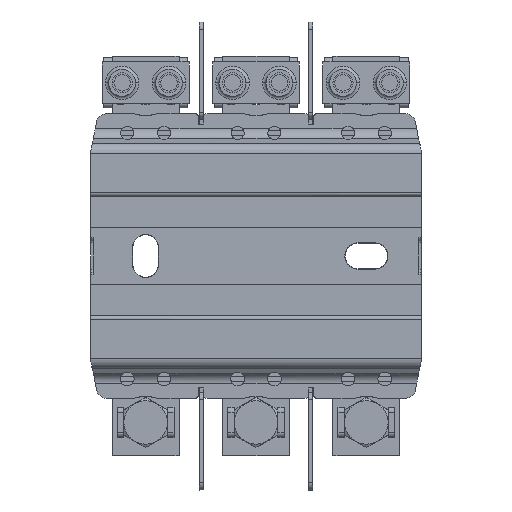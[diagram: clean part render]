
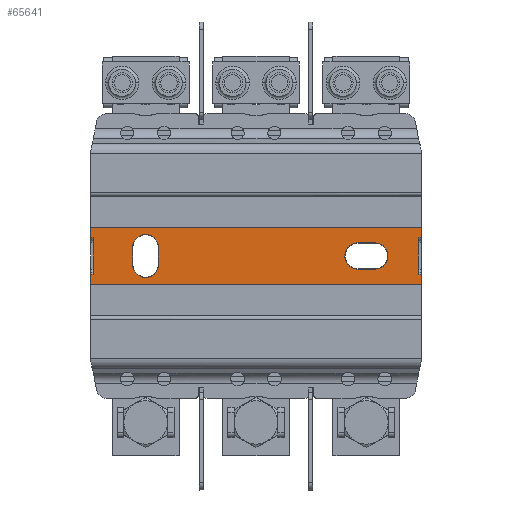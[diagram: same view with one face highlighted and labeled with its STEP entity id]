
A CAD part, front view. The second image highlights one B-rep face of the part: STEP entity #65641.
In plain terms, the highlighted face is planar.
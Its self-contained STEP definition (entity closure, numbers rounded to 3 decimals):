
#25036=DIRECTION('',(0.,0.,1.));
#25037=VECTOR('',#25036,3.04);
#25038=CARTESIAN_POINT('',(1.9,-49.497,-8.536));
#25039=LINE('',#25038,#25037);
#25063=CARTESIAN_POINT('',(1.9,-49.497,5.496));
#25068=DIRECTION('',(0.,0.,1.));
#25069=VECTOR('',#25068,3.031);
#25070=CARTESIAN_POINT('',(1.9,-49.497,5.496));
#25071=LINE('',#25070,#25069);
#33174=CARTESIAN_POINT('',(1.9,49.497,-5.496));
#33289=DIRECTION('',(0.,1.,0.));
#33290=VECTOR('',#33289,98.993);
#33291=CARTESIAN_POINT('',(1.9,-49.497,8.527));
#33292=LINE('',#33291,#33290);
#33310=DIRECTION('',(0.,1.,0.));
#33311=VECTOR('',#33310,98.993);
#33312=CARTESIAN_POINT('',(1.9,-49.497,-8.536));
#33313=LINE('',#33312,#33311);
#33317=DIRECTION('',(0.,0.,1.));
#33318=VECTOR('',#33317,3.04);
#33319=CARTESIAN_POINT('',(1.9,49.497,-8.536));
#33320=LINE('',#33319,#33318);
#33324=DIRECTION('',(0.,0.,1.));
#33325=VECTOR('',#33324,3.031);
#33326=CARTESIAN_POINT('',(1.9,49.497,5.496));
#33327=LINE('',#33326,#33325);
#33331=CARTESIAN_POINT('',(1.9,33.,2.5));
#33332=DIRECTION('',(-1.,0.,0.));
#33333=DIRECTION('',(0.,-1.,0.));
#33334=AXIS2_PLACEMENT_3D('',#33331,#33332,#33333);
#33339=CARTESIAN_POINT('',(1.9,33.,-2.5));
#33340=DIRECTION('',(-1.,0.,0.));
#33341=DIRECTION('',(0.,1.,0.));
#33342=AXIS2_PLACEMENT_3D('',#33339,#33340,#33341);
#33347=CARTESIAN_POINT('',(1.9,-35.5,0.));
#33348=DIRECTION('',(-1.,0.,0.));
#33349=DIRECTION('',(0.,0.,-1.));
#33350=AXIS2_PLACEMENT_3D('',#33347,#33348,#33349);
#33355=CARTESIAN_POINT('',(1.9,-30.5,0.));
#33356=DIRECTION('',(-1.,0.,0.));
#33357=DIRECTION('',(0.,0.,1.));
#33358=AXIS2_PLACEMENT_3D('',#33355,#33356,#33357);
#33532=DIRECTION('',(0.,1.,0.));
#33533=VECTOR('',#33532,0.811);
#33534=CARTESIAN_POINT('',(1.9,48.686,-5.496));
#33535=LINE('',#33534,#33533);
#33592=DIRECTION('',(0.,0.,-1.));
#33593=VECTOR('',#33592,10.991);
#33594=CARTESIAN_POINT('',(1.9,48.686,5.496));
#33595=LINE('',#33594,#33593);
#33673=DIRECTION('',(0.,-1.,0.));
#33674=VECTOR('',#33673,0.811);
#33675=CARTESIAN_POINT('',(1.9,49.497,5.496));
#33676=LINE('',#33675,#33674);
#33680=DIRECTION('',(0.,-1.,0.));
#33681=VECTOR('',#33680,0.811);
#33682=CARTESIAN_POINT('',(1.9,-48.686,5.496));
#33683=LINE('',#33682,#33681);
#33747=DIRECTION('',(0.,0.,1.));
#33748=VECTOR('',#33747,10.991);
#33749=CARTESIAN_POINT('',(1.9,-48.686,-5.496));
#33750=LINE('',#33749,#33748);
#33821=DIRECTION('',(0.,1.,0.));
#33822=VECTOR('',#33821,0.811);
#33823=CARTESIAN_POINT('',(1.9,-49.497,-5.496));
#33824=LINE('',#33823,#33822);
#33850=DIRECTION('',(0.,0.,-1.));
#33851=VECTOR('',#33850,5.);
#33852=CARTESIAN_POINT('',(1.9,29.063,2.5));
#33853=LINE('',#33852,#33851);
#33886=DIRECTION('',(0.,0.,1.));
#33887=VECTOR('',#33886,5.);
#33888=CARTESIAN_POINT('',(1.9,36.937,
-2.5));
#33889=LINE('',#33888,#33887);
#34296=DIRECTION('',(0.,1.,0.));
#34297=VECTOR('',#34296,5.);
#34298=CARTESIAN_POINT('',(1.9,-35.5,
-3.937));
#34299=LINE('',#34298,#34297);
#34720=DIRECTION('',(0.,-1.,0.));
#34721=VECTOR('',#34720,5.);
#34722=CARTESIAN_POINT('',(1.9,-30.5,
3.937));
#34723=LINE('',#34722,#34721);
#46421=CARTESIAN_POINT('',(1.9,-49.497,-8.536));
#46422=VERTEX_POINT('',#46421);
#46423=CARTESIAN_POINT('',(1.9,-49.497,-5.496));
#46424=VERTEX_POINT('',#46423);
#46434=VERTEX_POINT('',#25063);
#46435=CARTESIAN_POINT('',(1.9,-49.497,8.527));
#46436=VERTEX_POINT('',#46435);
#47613=CARTESIAN_POINT('',(1.9,49.497,8.527));
#47614=VERTEX_POINT('',#47613);
#47615=CARTESIAN_POINT('',(1.9,49.497,5.496));
#47616=VERTEX_POINT('',#47615);
#47626=VERTEX_POINT('',#33174);
#47627=CARTESIAN_POINT('',(1.9,49.497,-8.536));
#47628=VERTEX_POINT('',#47627);
#47652=CARTESIAN_POINT('',(1.9,48.686,-5.496));
#47653=VERTEX_POINT('',#47652);
#47654=CARTESIAN_POINT('',(1.9,48.686,5.496));
#47655=VERTEX_POINT('',#47654);
#47656=CARTESIAN_POINT('',(1.9,-48.686,5.496));
#47657=VERTEX_POINT('',#47656);
#47658=CARTESIAN_POINT('',(1.9,-48.686,-5.496));
#47659=VERTEX_POINT('',#47658);
#47660=CARTESIAN_POINT('',(1.9,29.063,2.5));
#47661=CARTESIAN_POINT('',(1.9,36.937,2.5));
#47662=VERTEX_POINT('',#47660);
#47663=VERTEX_POINT('',#47661);
#47664=CARTESIAN_POINT('',(1.9,36.937,
-2.5));
#47665=VERTEX_POINT('',#47664);
#47666=CARTESIAN_POINT('',(1.9,29.063,-2.5));
#47667=VERTEX_POINT('',#47666);
#47668=CARTESIAN_POINT('',(1.9,-35.5,
-3.937));
#47669=CARTESIAN_POINT('',(1.9,-30.5,
-3.937));
#47670=VERTEX_POINT('',#47668);
#47671=VERTEX_POINT('',#47669);
#47672=CARTESIAN_POINT('',(1.9,-35.5,3.937));
#47673=VERTEX_POINT('',#47672);
#47674=CARTESIAN_POINT('',(1.9,-30.5,
3.937));
#47675=VERTEX_POINT('',#47674);
#65595=CARTESIAN_POINT('',(1.9,0.,7.15));
#65596=DIRECTION('',(-1.,0.,0.));
#65597=DIRECTION('',(0.,0.,1.));
#65598=AXIS2_PLACEMENT_3D('',#65595,#65596,#65597);
#65599=PLANE('',#65598);
#65601=ORIENTED_EDGE('',*,*,#65600,.T.);
#65602=ORIENTED_EDGE('',*,*,#65493,.T.);
#65604=ORIENTED_EDGE('',*,*,#65603,.F.);
#65606=ORIENTED_EDGE('',*,*,#65605,.F.);
#65608=ORIENTED_EDGE('',*,*,#65607,.F.);
#65609=ORIENTED_EDGE('',*,*,#65477,.T.);
#65610=ORIENTED_EDGE('',*,*,#65581,.F.);
#65611=ORIENTED_EDGE('',*,*,#52774,.F.);
#65613=ORIENTED_EDGE('',*,*,#65612,.F.);
#65615=ORIENTED_EDGE('',*,*,#65614,.F.);
#65617=ORIENTED_EDGE('',*,*,#65616,.F.);
#65618=ORIENTED_EDGE('',*,*,#52758,.F.);
#65619=EDGE_LOOP('',(#65601,#65602,#65604,#65606,#65608,#65609,#65610,#65611,
#65613,#65615,#65617,#65618));
#65620=FACE_OUTER_BOUND('',#65619,.F.);
#65622=ORIENTED_EDGE('',*,*,#65621,.T.);
#65624=ORIENTED_EDGE('',*,*,#65623,.F.);
#65626=ORIENTED_EDGE('',*,*,#65625,.T.);
#65628=ORIENTED_EDGE('',*,*,#65627,.F.);
#65629=EDGE_LOOP('',(#65622,#65624,#65626,#65628));
#65630=FACE_BOUND('',#65629,.F.);
#65632=ORIENTED_EDGE('',*,*,#65631,.F.);
#65634=ORIENTED_EDGE('',*,*,#65633,.T.);
#65636=ORIENTED_EDGE('',*,*,#65635,.F.);
#65638=ORIENTED_EDGE('',*,*,#65637,.T.);
#65639=EDGE_LOOP('',(#65632,#65634,#65636,#65638));
#65640=FACE_BOUND('',#65639,.F.);
#33335=CIRCLE('',#33334,3.937);
#33343=CIRCLE('',#33342,3.937);
#33351=CIRCLE('',#33350,3.937);
#33359=CIRCLE('',#33358,3.937);
#52758=EDGE_CURVE('',#46422,#46424,#25039,.T.);
#52774=EDGE_CURVE('',#46434,#46436,#25071,.T.);
#65477=EDGE_CURVE('',#47616,#47614,#33327,.T.);
#65493=EDGE_CURVE('',#47628,#47626,#33320,.T.);
#65581=EDGE_CURVE('',#46436,#47614,#33292,.T.);
#65600=EDGE_CURVE('',#46422,#47628,#33313,.T.);
#65603=EDGE_CURVE('',#47653,#47626,#33535,.T.);
#65605=EDGE_CURVE('',#47655,#47653,#33595,.T.);
#65607=EDGE_CURVE('',#47616,#47655,#33676,.T.);
#65612=EDGE_CURVE('',#47657,#46434,#33683,.T.);
#65614=EDGE_CURVE('',#47659,#47657,#33750,.T.);
#65616=EDGE_CURVE('',#46424,#47659,#33824,.T.);
#65621=EDGE_CURVE('',#47662,#47663,#33335,.T.);
#65623=EDGE_CURVE('',#47665,#47663,#33889,.T.);
#65625=EDGE_CURVE('',#47665,#47667,#33343,.T.);
#65627=EDGE_CURVE('',#47662,#47667,#33853,.T.);
#65631=EDGE_CURVE('',#47670,#47671,#34299,.T.);
#65633=EDGE_CURVE('',#47670,#47673,#33351,.T.);
#65635=EDGE_CURVE('',#47675,#47673,#34723,.T.);
#65637=EDGE_CURVE('',#47675,#47671,#33359,.T.);
#65641=ADVANCED_FACE('',(#65620,#65630,#65640),#65599,.T.);
